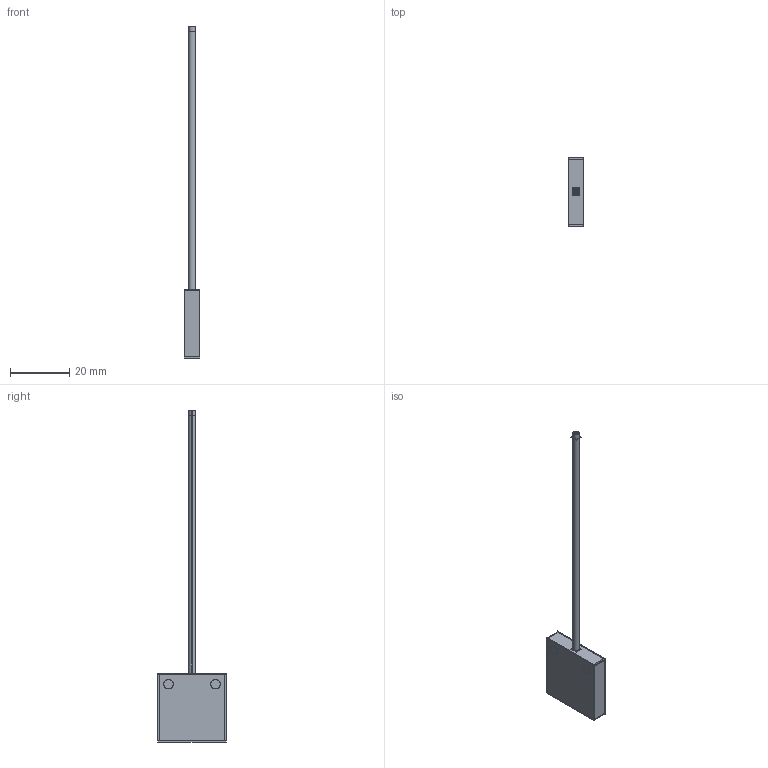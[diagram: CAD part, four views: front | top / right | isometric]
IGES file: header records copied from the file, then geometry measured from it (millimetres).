
Start section:  PTC IGES file: 192758.igs
Global section: file name: 192758.igs; native system: Creo Parametric by Parametric Technology Corporation; preprocessor: 2013230; author: pdmadmin; organization: Unknown; date: 20160209.174832; units: millimetre
Bounding box: 5.28 x 23.11 x 112.1 mm (x, y, z)
Volume: 1701.2 mm3; surface area: 16659.9 mm2
Topology: 25 solids, 25 shells, 392 faces, 1840 edges, 2336 vertices
Faces by surface type: revolution 216, bspline 176
